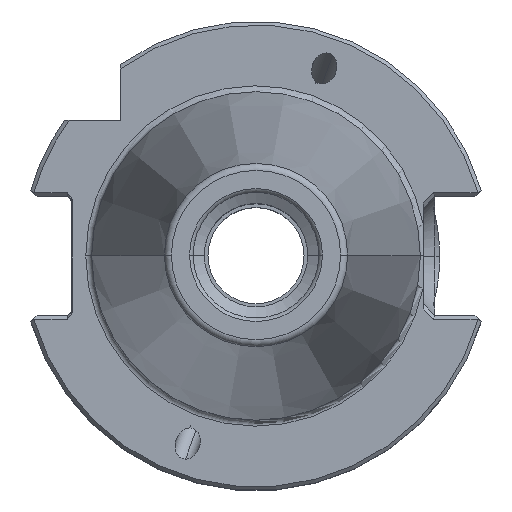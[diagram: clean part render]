
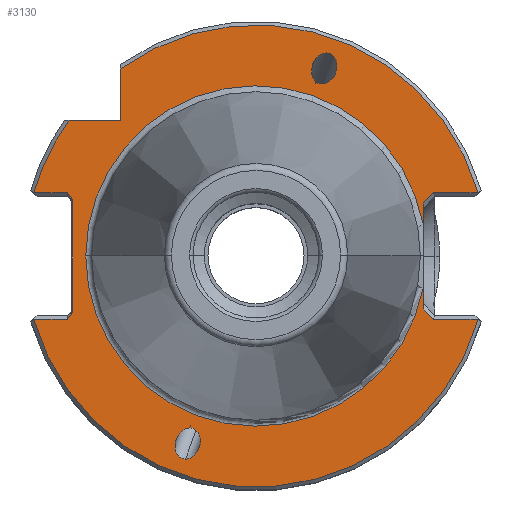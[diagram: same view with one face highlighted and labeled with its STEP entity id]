
A CAD part, top view. The second image highlights one B-rep face of the part: STEP entity #3130.
In plain terms, the highlighted planar face has unit normal (0, 0, 1).
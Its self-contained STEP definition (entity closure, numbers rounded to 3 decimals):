
#1218=VERTEX_POINT('NONE',#3484);
#1256=VERTEX_POINT('NONE',#3527);
#1296=EDGE_CURVE('NONE',#2044,#1750,#3573,.T.);
#1330=VERTEX_POINT('NONE',#3608);
#1466=VERTEX_POINT('NONE',#3762);
#1532=VERTEX_POINT('NONE',#3833);
#1548=EDGE_CURVE('NONE',#1726,#2230,#3852,.T.);
#1566=VERTEX_POINT('NONE',#3872);
#1590=VERTEX_POINT('NONE',#3899);
#1620=VERTEX_POINT('NONE',#3929);
#1648=EDGE_CURVE('NONE',#2806,#2966,#3963,.T.);
#1710=VERTEX_POINT('NONE',#4031);
#1726=VERTEX_POINT('NONE',#4050);
#1750=VERTEX_POINT('NONE',#4078);
#1876=VERTEX_POINT('NONE',#4214);
#1970=VERTEX_POINT('NONE',#4319);
#2022=VERTEX_POINT('NONE',#4379);
#2044=VERTEX_POINT('NONE',#4404);
#2094=VERTEX_POINT('NONE',#4459);
#2120=VERTEX_POINT('NONE',#4489);
#2132=EDGE_CURVE('NONE',#2094,#2044,#4501,.T.);
#2176=EDGE_CURVE('NONE',#1330,#3084,#4548,.T.);
#2218=EDGE_CURVE('NONE',#1620,#1566,#4597,.T.);
#2230=VERTEX_POINT('NONE',#4609);
#2302=EDGE_CURVE('NONE',#1532,#1466,#4692,.T.);
#2398=EDGE_CURVE('NONE',#3256,#3308,#4798,.T.);
#2554=EDGE_CURVE('NONE',#1876,#3256,#4970,.T.);
#2588=EDGE_CURVE('NONE',#2730,#1970,#5009,.T.);
#2730=VERTEX_POINT('NONE',#5159);
#2746=EDGE_CURVE('NONE',#2966,#1876,#5176,.T.);
#2784=EDGE_CURVE('NONE',#1710,#2022,#5218,.T.);
#2798=EDGE_CURVE('NONE',#1750,#1532,#5233,.T.);
#2806=VERTEX_POINT('NONE',#5241);
#2874=EDGE_CURVE('NONE',#1466,#1590,#5313,.T.);
#2928=EDGE_CURVE('NONE',#2022,#1710,#5369,.T.);
#2966=VERTEX_POINT('NONE',#5412);
#2996=EDGE_CURVE('NONE',#1590,#2806,#5447,.T.);
#3024=EDGE_CURVE('NONE',#3084,#1256,#5480,.T.);
#3060=EDGE_CURVE('NONE',#1330,#3308,#5520,.T.);
#3084=VERTEX_POINT('NONE',#5547);
#3108=EDGE_CURVE('NONE',#2120,#1726,#5573,.T.);
#3130=ADVANCED_FACE('NONE',(#5599,#5600,#5601),#5602,.T.);
#3168=EDGE_CURVE('NONE',#1218,#1620,#5644,.T.);
#3250=EDGE_CURVE('NONE',#1218,#1256,#5735,.T.);
#3256=VERTEX_POINT('NONE',#5742);
#3308=VERTEX_POINT('NONE',#5799);
#3338=EDGE_CURVE('NONE',#1970,#2730,#5831,.T.);
#3366=EDGE_CURVE('NONE',#1566,#2230,#5864,.T.);
#3382=EDGE_CURVE('NONE',#2120,#2094,#5881,.T.);
#3484=CARTESIAN_POINT('',(22.6,7.171,-3.2));
#3527=CARTESIAN_POINT('',(22.6,4.403,-3.2));
#3573=LINE('',#6201,#6202);
#3608=CARTESIAN_POINT('',(22.6,-4.403,-3.2));
#3762=CARTESIAN_POINT('',(-24.8,-7.489,-3.2));
#3833=CARTESIAN_POINT('',(-24.8,7.489,-3.2));
#3852=LINE('',#6680,#6681);
#3872=CARTESIAN_POINT('',(30.055,8.56,-3.2));
#3899=CARTESIAN_POINT('',(-24.95,-7.701,-3.2));
#3929=CARTESIAN_POINT('',(23.989,8.56,-3.2));
#3963=LINE('',#6880,#6881);
#4031=CARTESIAN_POINT('',(8.109,23.574,-3.2));
#4050=CARTESIAN_POINT('',(-18.35,18.35,-3.2));
#4078=CARTESIAN_POINT('',(-24.95,7.701,-3.2));
#4214=CARTESIAN_POINT('',(30.055,-8.56,-3.2));
#4319=CARTESIAN_POINT('',(-9.528,-27.473,-3.2));
#4379=CARTESIAN_POINT('',(10.361,27.17,-3.2));
#4404=CARTESIAN_POINT('',(-25.55,8.55,-3.2));
#4459=CARTESIAN_POINT('',(-30.058,8.55,-3.2));
#4489=CARTESIAN_POINT('',(-25.295,18.35,-3.2));
#4501=LINE('',#7677,#7678);
#4548=CIRCLE('',#7745,23.025);
#4597=LINE('',#7808,#7809);
#4609=CARTESIAN_POINT('',(-18.35,25.295,-3.2));
#4692=LINE('',#7946,#7947);
#4798=LINE('',#8137,#8138);
#4970=LINE('',#8412,#8413);
#5009=(B_SPLINE_CURVE(3,(#8480,#8481,#8482,#8483),.UNSPECIFIED.,.F.,.F.)B_SPLINE_CURVE_WITH_KNOTS((4,4),(2.87,6.011),.UNSPECIFIED.)RATIONAL_B_SPLINE_CURVE((1.0,0.333,0.333,1.0))BOUNDED_CURVE()REPRESENTATION_ITEM('')GEOMETRIC_REPRESENTATION_ITEM()CURVE());
#5159=CARTESIAN_POINT('',(-8.941,-23.27,-3.2));
#5176=CIRCLE('',#8734,31.25);
#5218=(B_SPLINE_CURVE(3,(#8790,#8791,#8792,#8793),.UNSPECIFIED.,.F.,.F.)B_SPLINE_CURVE_WITH_KNOTS((4,4),(3.414,6.555),.UNSPECIFIED.)RATIONAL_B_SPLINE_CURVE((1.0,0.333,0.333,1.0))BOUNDED_CURVE()REPRESENTATION_ITEM('')GEOMETRIC_REPRESENTATION_ITEM()CURVE());
#5233=LINE('',#8822,#8823);
#5241=CARTESIAN_POINT('',(-25.55,-8.55,-3.2));
#5313=LINE('',#8947,#8948);
#5369=(B_SPLINE_CURVE(3,(#9094,#9095,#9096,#9097),.UNSPECIFIED.,.F.,.F.)B_SPLINE_CURVE_WITH_KNOTS((4,4),(0.272,3.414),.UNSPECIFIED.)RATIONAL_B_SPLINE_CURVE((1.0,0.333,0.333,1.0))BOUNDED_CURVE()REPRESENTATION_ITEM('')GEOMETRIC_REPRESENTATION_ITEM()CURVE());
#5412=CARTESIAN_POINT('',(-30.058,-8.55,-3.2));
#5447=LINE('',#9217,#9218);
#5480=CIRCLE('',#9268,23.025);
#5520=LINE('',#9329,#9330);
#5547=CARTESIAN_POINT('',(-23.025,0.,-3.2));
#5573=LINE('',#9398,#9399);
#5599=FACE_OUTER_BOUND('',#9434,.T.);
#5600=FACE_BOUND('',#9435,.T.);
#5601=FACE_BOUND('',#9436,.T.);
#5602=PLANE('',#9437);
#5644=LINE('',#9493,#9494);
#5735=LINE('',#9667,#9668);
#5742=CARTESIAN_POINT('',(23.989,-8.56,-3.2));
#5799=CARTESIAN_POINT('',(22.6,-7.171,-3.2));
#5831=(B_SPLINE_CURVE(3,(#9826,#9827,#9828,#9829),.UNSPECIFIED.,.F.,.F.)B_SPLINE_CURVE_WITH_KNOTS((4,4),(6.011,9.153),.UNSPECIFIED.)RATIONAL_B_SPLINE_CURVE((1.0,0.333,0.333,1.0))BOUNDED_CURVE()REPRESENTATION_ITEM('')GEOMETRIC_REPRESENTATION_ITEM()CURVE());
#5864=CIRCLE('',#9872,31.25);
#5881=CIRCLE('',#9894,31.25);
#6201=CARTESIAN_POINT('',(-19.157,-0.49,-3.2));
#6202=VECTOR('',#10121,1000.0);
#6680=CARTESIAN_POINT('',(-18.35,18.35,-3.2));
#6681=VECTOR('',#10433,1000.0);
#6880=CARTESIAN_POINT('',(0.,-8.55,-3.2));
#6881=VECTOR('',#10554,1000.0);
#7677=CARTESIAN_POINT('',(0.,8.55,-3.2));
#7678=VECTOR('',#11194,1000.0);
#7745=AXIS2_PLACEMENT_3D('',#11241,#11242,#11243);
#7808=CARTESIAN_POINT('',(29.627,8.56,-3.2));
#7809=VECTOR('',#11330,1000.0);
#7946=CARTESIAN_POINT('',(-24.8,-52.225,-3.2));
#7947=VECTOR('',#11460,1000.0);
#8137=CARTESIAN_POINT('',(22.239,-6.811,-3.2));
#8138=VECTOR('',#11578,1000.0);
#8412=CARTESIAN_POINT('',(24.2,-8.56,-3.2));
#8413=VECTOR('',#11754,1000.0);
#8480=CARTESIAN_POINT('',(-8.941,-23.27,-3.2));
#8481=CARTESIAN_POINT('',(-5.559,-23.27,-3.2));
#8482=CARTESIAN_POINT('',(-6.145,-27.473,-3.2));
#8483=CARTESIAN_POINT('',(-9.528,-27.473,-3.2));
#8734=AXIS2_PLACEMENT_3D('',#11935,#11936,#11937);
#8790=CARTESIAN_POINT('',(8.109,23.574,-3.2));
#8791=CARTESIAN_POINT('',(5.517,25.748,-3.2));
#8792=CARTESIAN_POINT('',(7.769,29.344,-3.2));
#8793=CARTESIAN_POINT('',(10.361,27.17,-3.2));
#8822=CARTESIAN_POINT('',(-19.157,-0.49,-3.2));
#8823=VECTOR('',#11989,1000.0);
#8947=CARTESIAN_POINT('',(-19.157,0.49,-3.2));
#8948=VECTOR('',#12071,1000.0);
#9094=CARTESIAN_POINT('',(10.361,27.17,-3.2));
#9095=CARTESIAN_POINT('',(12.952,24.995,-3.2));
#9096=CARTESIAN_POINT('',(10.7,21.399,-3.2));
#9097=CARTESIAN_POINT('',(8.109,23.574,-3.2));
#9217=CARTESIAN_POINT('',(-19.157,0.49,-3.2));
#9218=VECTOR('',#12229,1000.0);
#9268=AXIS2_PLACEMENT_3D('',#12271,#12272,#12273);
#9329=CARTESIAN_POINT('',(22.6,-52.225,-3.2));
#9330=VECTOR('',#12319,1000.0);
#9398=CARTESIAN_POINT('',(-38.35,18.35,-3.2));
#9399=VECTOR('',#12396,1000.0);
#9434=EDGE_LOOP('',(#12440,#12441,#12442,#12443,#12444,#12445,#12446,#12447,#12448,#12449,#12450,#12451,#12452,#12453,#12454,#12455,#12456,#12457,#12458,#12459));
#9435=EDGE_LOOP('',(#12460,#12461));
#9436=EDGE_LOOP('',(#12462,#12463));
#9437=AXIS2_PLACEMENT_3D('',#12464,#12465,#12466);
#9493=CARTESIAN_POINT('',(-18.398,-33.827,-3.2));
#9494=VECTOR('',#12509,1000.0);
#9667=CARTESIAN_POINT('',(22.6,-52.225,-3.2));
#9668=VECTOR('',#12602,1000.0);
#9826=CARTESIAN_POINT('',(-9.528,-27.473,-3.2));
#9827=CARTESIAN_POINT('',(-12.911,-27.473,-3.2));
#9828=CARTESIAN_POINT('',(-12.324,-23.27,-3.2));
#9829=CARTESIAN_POINT('',(-8.941,-23.27,-3.2));
#9872=AXIS2_PLACEMENT_3D('',#12738,#12739,#12740);
#9894=AXIS2_PLACEMENT_3D('',#12756,#12757,#12758);
#10121=DIRECTION('',(0.577,-0.816,-0.0));
#10433=DIRECTION('',(0.,1.0,0.0));
#10554=DIRECTION('',(-1.0,0.,0.0));
#11194=DIRECTION('',(1.0,0.,-0.0));
#11241=CARTESIAN_POINT('',(0.0,0.0,-3.2));
#11242=DIRECTION('',(0.0,0.0,-1.0));
#11243=DIRECTION('',(-1.0,0.,0.0));
#11330=DIRECTION('',(1.0,0.,-0.0));
#11460=DIRECTION('',(0.,-1.0,0.0));
#11578=DIRECTION('',(-0.707,0.707,0.0));
#11754=DIRECTION('',(-1.0,0.,0.0));
#11935=CARTESIAN_POINT('',(0.0,0.0,-3.2));
#11936=DIRECTION('',(0.0,0.0,1.0));
#11937=DIRECTION('',(-1.0,0.,0.0));
#11989=DIRECTION('',(0.577,-0.816,-0.0));
#12071=DIRECTION('',(-0.577,-0.816,0.0));
#12229=DIRECTION('',(-0.577,-0.816,0.0));
#12271=CARTESIAN_POINT('',(0.0,0.0,-3.2));
#12272=DIRECTION('',(0.0,0.0,-1.0));
#12273=DIRECTION('',(-1.0,0.,0.0));
#12319=DIRECTION('',(0.,-1.0,0.0));
#12396=DIRECTION('',(1.0,0.,0.0));
#12440=ORIENTED_EDGE('',*,*,#3250,.F.);
#12441=ORIENTED_EDGE('',*,*,#3168,.T.);
#12442=ORIENTED_EDGE('',*,*,#2218,.T.);
#12443=ORIENTED_EDGE('',*,*,#3366,.T.);
#12444=ORIENTED_EDGE('',*,*,#1548,.F.);
#12445=ORIENTED_EDGE('',*,*,#3108,.F.);
#12446=ORIENTED_EDGE('',*,*,#3382,.T.);
#12447=ORIENTED_EDGE('',*,*,#2132,.T.);
#12448=ORIENTED_EDGE('',*,*,#1296,.T.);
#12449=ORIENTED_EDGE('',*,*,#2798,.T.);
#12450=ORIENTED_EDGE('',*,*,#2302,.T.);
#12451=ORIENTED_EDGE('',*,*,#2874,.T.);
#12452=ORIENTED_EDGE('',*,*,#2996,.T.);
#12453=ORIENTED_EDGE('',*,*,#1648,.T.);
#12454=ORIENTED_EDGE('',*,*,#2746,.T.);
#12455=ORIENTED_EDGE('',*,*,#2554,.T.);
#12456=ORIENTED_EDGE('',*,*,#2398,.T.);
#12457=ORIENTED_EDGE('',*,*,#3060,.F.);
#12458=ORIENTED_EDGE('',*,*,#2176,.T.);
#12459=ORIENTED_EDGE('',*,*,#3024,.T.);
#12460=ORIENTED_EDGE('',*,*,#2588,.T.);
#12461=ORIENTED_EDGE('',*,*,#3338,.T.);
#12462=ORIENTED_EDGE('',*,*,#2784,.T.);
#12463=ORIENTED_EDGE('',*,*,#2928,.T.);
#12464=CARTESIAN_POINT('',(0.,-52.225,-3.2));
#12465=DIRECTION('',(0.0,0.0,1.0));
#12466=DIRECTION('',(-1.0,0.,0.0));
#12509=DIRECTION('',(0.707,0.707,0.0));
#12602=DIRECTION('',(0.,-1.0,0.0));
#12738=CARTESIAN_POINT('',(0.0,0.0,-3.2));
#12739=DIRECTION('',(0.0,0.0,1.0));
#12740=DIRECTION('',(-1.0,0.,0.0));
#12756=CARTESIAN_POINT('',(0.0,0.0,-3.2));
#12757=DIRECTION('',(0.0,0.0,1.0));
#12758=DIRECTION('',(-1.0,0.,0.0));
